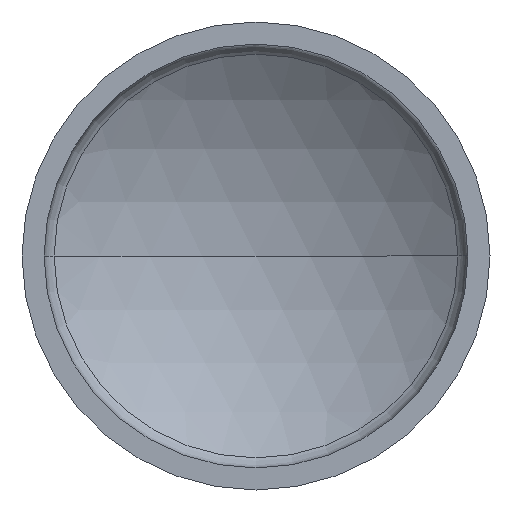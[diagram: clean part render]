
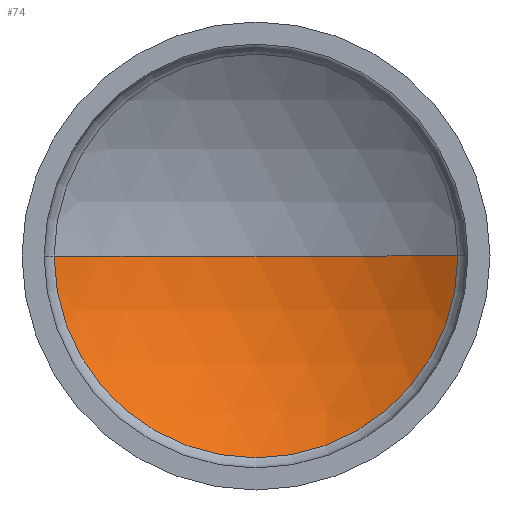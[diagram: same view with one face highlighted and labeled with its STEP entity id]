
A CAD part, front view. The second image highlights one B-rep face of the part: STEP entity #74.
In plain terms, the highlighted spherical face has radius 29.92 mm.
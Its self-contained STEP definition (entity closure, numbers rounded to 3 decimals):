
#7 = FACE_OUTER_BOUND ( 'NONE', #255, .T. ) ;
#9 = CARTESIAN_POINT ( 'NONE',  ( 0., -14.92, 0. ) ) ;
#25 = VERTEX_POINT ( 'NONE', #169 ) ;
#29 = CARTESIAN_POINT ( 'NONE',  ( 0., -14.92, 0. ) ) ;
#36 = DIRECTION ( 'NONE',  ( -1., 0., 0. ) ) ;
#44 = AXIS2_PLACEMENT_3D ( 'NONE', #9, #138, #67 ) ;
#45 = DIRECTION ( 'NONE',  ( 0., 1., 0. ) ) ;
#48 = CARTESIAN_POINT ( 'NONE',  ( 0., 8.765, 0. ) ) ;
#64 = EDGE_CURVE ( 'NONE', #194, #226, #207, .T. ) ;
#67 = DIRECTION ( 'NONE',  ( 1., 0., 0. ) ) ;
#70 = AXIS2_PLACEMENT_3D ( 'NONE', #106, #236, #362 ) ;
#74 = ADVANCED_FACE ( 'NONE', ( #7 ), #383, .F. ) ;
#104 = DIRECTION ( 'NONE',  ( 0., 0., 1. ) ) ;
#106 = CARTESIAN_POINT ( 'NONE',  ( 0., -14.92, 0. ) ) ;
#138 = DIRECTION ( 'NONE',  ( 0., 0., 1. ) ) ;
#162 = ORIENTED_EDGE ( 'NONE', *, *, #351, .F. ) ;
#166 = CIRCLE ( 'NONE', #376, 18.282 ) ;
#167 = DIRECTION ( 'NONE',  ( -1., 0., 0. ) ) ;
#168 = CARTESIAN_POINT ( 'NONE',  ( 18.282, 8.765, 0. ) ) ;
#169 = CARTESIAN_POINT ( 'NONE',  ( -18.282, 8.765, 0. ) ) ;
#186 = ORIENTED_EDGE ( 'NONE', *, *, #64, .T. ) ;
#194 = VERTEX_POINT ( 'NONE', #168 ) ;
#207 = CIRCLE ( 'NONE', #44, 29.92 ) ;
#226 = VERTEX_POINT ( 'NONE', #305 ) ;
#236 = DIRECTION ( 'NONE',  ( 0., 0., -1. ) ) ;
#249 = CIRCLE ( 'NONE', #70, 29.92 ) ;
#255 = EDGE_LOOP ( 'NONE', ( #285, #186, #162 ) ) ;
#285 = ORIENTED_EDGE ( 'NONE', *, *, #392, .F. ) ;
#305 = CARTESIAN_POINT ( 'NONE',  ( 0., 15., 0. ) ) ;
#351 = EDGE_CURVE ( 'NONE', #25, #226, #249, .T. ) ;
#362 = DIRECTION ( 'NONE',  ( -1., 0., 0. ) ) ;
#376 = AXIS2_PLACEMENT_3D ( 'NONE', #48, #45, #36 ) ;
#383 = SPHERICAL_SURFACE ( 'NONE', #385, 29.92 ) ;
#385 = AXIS2_PLACEMENT_3D ( 'NONE', #29, #104, #167 ) ;
#392 = EDGE_CURVE ( 'NONE', #194, #25, #166, .T. ) ;
